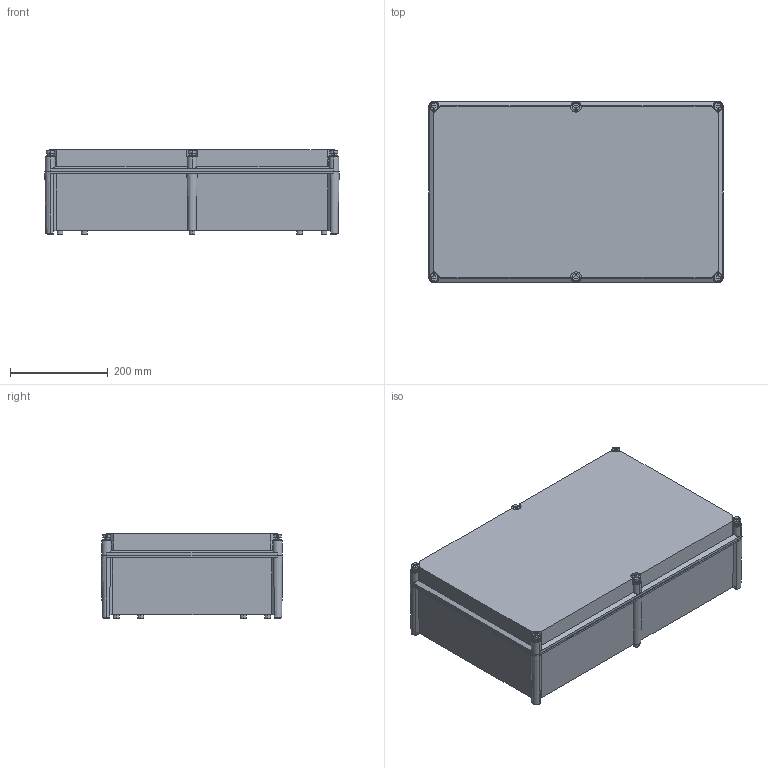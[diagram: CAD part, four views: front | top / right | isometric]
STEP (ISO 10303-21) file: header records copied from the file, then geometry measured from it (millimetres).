
FILE_DESCRIPTION(('CATIA V5 STEP Exchange','CAx-IF Rec.Pracs.--- Model Styling and Organization---1.5--- 2016-08-15','CAx-IF Rec.Pracs.---Supplemental Geometry---1.0---2011-11-01','CAx-IF Rec.Pracs.--- Composite Materials ---1.1---2010-07-15'),'2;1');
FILE_NAME ('D1464888_1', '2025-03-03T10:50:33+00:00', ('none'), ('Weidmueller'), 'CATIA Version 5-6 Release 2022 SP4 HF5', 'CATIA V5 STEP AP214 v3', 'none');
FILE_SCHEMA(('AUTOMOTIVE_DESIGN { 1 0 10303 214 1 1 1 1 }'));
Length unit declared in the file: millimetre
Products named in the file (1): 49931_TBF_603718
Bounding box: 603 x 372 x 174 mm (x, y, z)
Volume: 2669400 mm3; surface area: 1593349.7 mm2
Topology: 20 solids, 20 shells, 1219 faces, 3054 edges, 1984 vertices
Faces by surface type: cylinder 590, plane 539, cone 90
Entity records: 38029 total; most frequent: CARTESIAN_POINT 10712, ORIENTED_EDGE 6108, DIRECTION 3878, EDGE_CURVE 3054, VERTEX_POINT 1984, AXIS2_PLACEMENT_3D 1757, VECTOR 1530, LINE 1530
